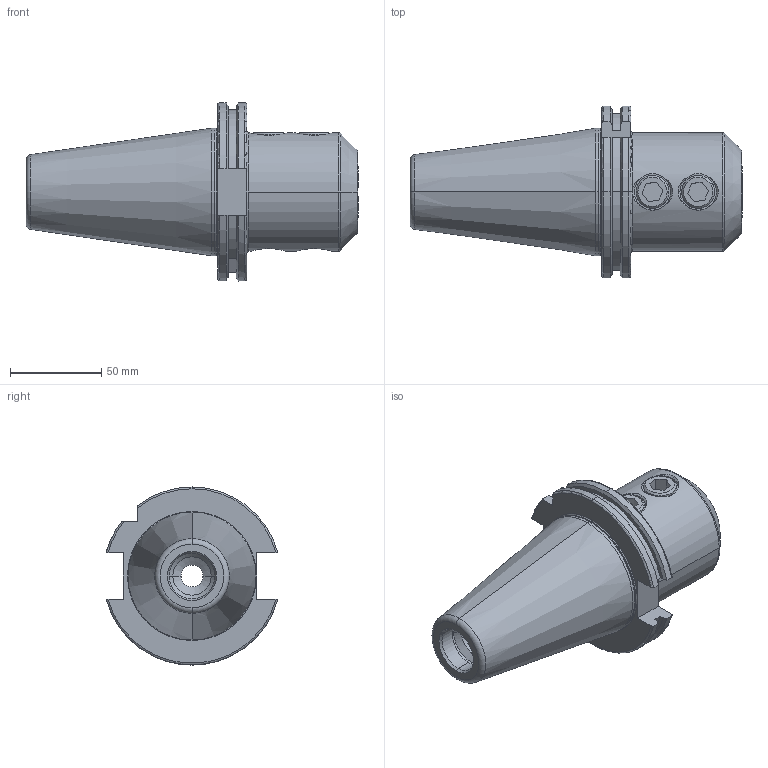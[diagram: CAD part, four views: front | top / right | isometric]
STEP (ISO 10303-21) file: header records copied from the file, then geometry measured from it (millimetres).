
FILE_DESCRIPTION (( 'STEP AP203' ), '1' );
FILE_NAME ('FWS501A-EMH25080.STEP', '2024-08-29T11:21:04', ( '' ), ( '' ), 'SwSTEP 2.0', 'SolidWorks 2024', '' );
FILE_SCHEMA (( 'CONFIG_CONTROL_DESIGN' ));
Length unit declared in the file: millimetre
Products named in the file (4): GS-M18X20X2-DIN1835-B; SK50EM25080WW_ISO; FWS501A-EMH25080; SK50EM25080WW
Assembly tree (4 placements, depth 3):
  FWS501A-EMH25080
    SK50EM25080WW_ISO
      SK50EM25080WW
      GS-M18X20X2-DIN1835-B  x2
Bounding box: 181.75 x 94.05 x 97.5 mm (x, y, z)
Volume: 489725.8 mm3; surface area: 63980.1 mm2
Topology: 3 solids, 3 shells, 153 faces, 371 edges, 233 vertices
Faces by surface type: cylinder 45, plane 44, cone 38, torus 22, sphere 4
Entity records: 5170 total; most frequent: CARTESIAN_POINT 1415, DIRECTION 740, ORIENTED_EDGE 678, EDGE_CURVE 339, AXIS2_PLACEMENT_3D 304, VERTEX_POINT 213, CIRCLE 158, EDGE_LOOP 152
